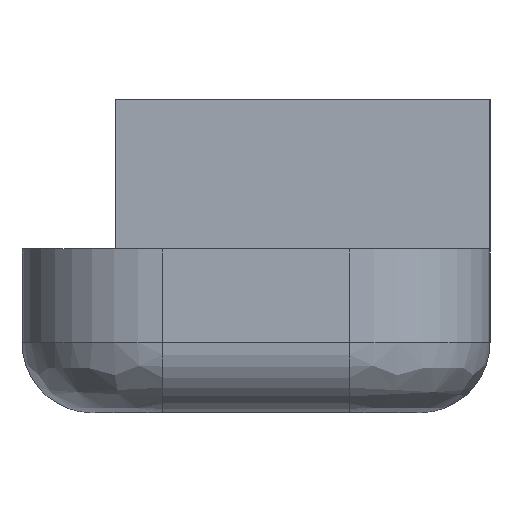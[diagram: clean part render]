
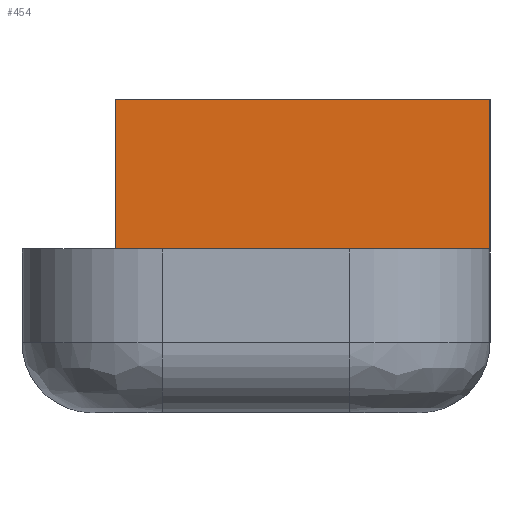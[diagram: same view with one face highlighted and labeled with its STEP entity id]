
A CAD part, left-side view. The second image highlights one B-rep face of the part: STEP entity #454.
In plain terms, the highlighted planar face has unit normal (-1, 0, 0).
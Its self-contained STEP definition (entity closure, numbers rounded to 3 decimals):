
#26=PLANE('',#509);
#41=LINE('',#710,#85);
#65=LINE('',#787,#109);
#70=LINE('',#797,#114);
#71=LINE('',#798,#115);
#85=VECTOR('',#566,10.);
#109=VECTOR('',#624,10.);
#114=VECTOR('',#633,10.);
#115=VECTOR('',#634,10.);
#147=FACE_OUTER_BOUND('',#172,.T.);
#172=EDGE_LOOP('',(#408,#409,#410,#411));
#213=VERTEX_POINT('',#707);
#214=VERTEX_POINT('',#709);
#232=VERTEX_POINT('',#786);
#235=VERTEX_POINT('',#796);
#261=EDGE_CURVE('',#213,#214,#41,.T.);
#292=EDGE_CURVE('',#214,#232,#65,.T.);
#297=EDGE_CURVE('',#213,#235,#70,.T.);
#298=EDGE_CURVE('',#232,#235,#71,.T.);
#408=ORIENTED_EDGE('',*,*,#261,.F.);
#409=ORIENTED_EDGE('',*,*,#297,.T.);
#410=ORIENTED_EDGE('',*,*,#298,.F.);
#411=ORIENTED_EDGE('',*,*,#292,.F.);
#454=ADVANCED_FACE('',(#147),#26,.T.);
#509=AXIS2_PLACEMENT_3D('',#795,#631,#632);
#566=DIRECTION('',(0.,1.,0.));
#624=DIRECTION('',(0.,0.,1.));
#631=DIRECTION('center_axis',(-1.,0.,0.));
#632=DIRECTION('ref_axis',(0.,-1.,0.));
#633=DIRECTION('',(0.,0.,1.));
#634=DIRECTION('',(0.,-1.,0.));
#707=CARTESIAN_POINT('',(4.5,0.,3.5));
#709=CARTESIAN_POINT('',(4.5,8.,3.5));
#710=CARTESIAN_POINT('',(4.5,6.5,3.5));
#786=CARTESIAN_POINT('',(4.5,8.,6.7));
#787=CARTESIAN_POINT('',(4.5,8.,3.5));
#795=CARTESIAN_POINT('Origin',(4.5,8.,3.5));
#796=CARTESIAN_POINT('',(4.5,0.,6.7));
#797=CARTESIAN_POINT('',(4.5,0.,3.5));
#798=CARTESIAN_POINT('',(4.5,8.,6.7));
